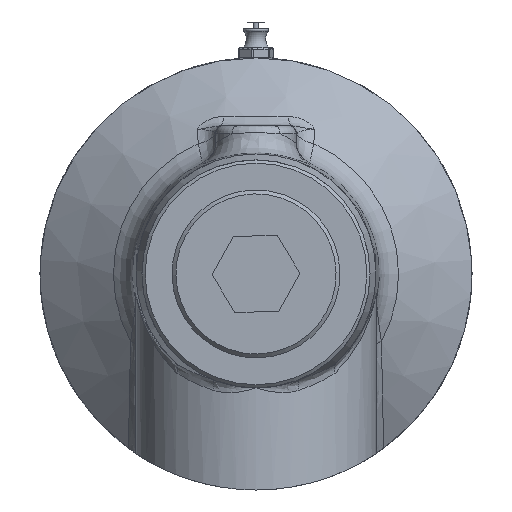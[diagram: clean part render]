
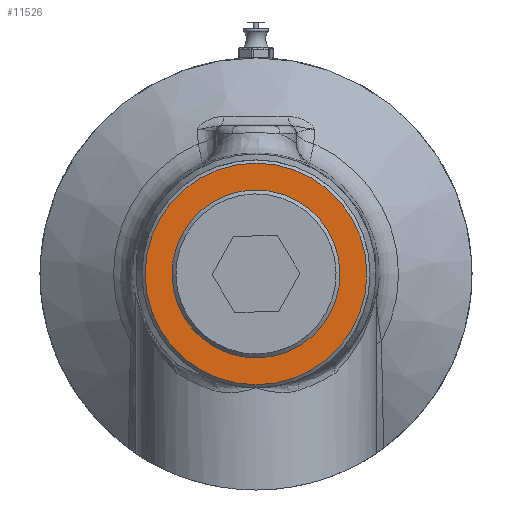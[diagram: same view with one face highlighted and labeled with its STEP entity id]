
A CAD part, left-side view. The second image highlights one B-rep face of the part: STEP entity #11526.
In plain terms, the highlighted planar face has unit normal (-1, 0, 0).
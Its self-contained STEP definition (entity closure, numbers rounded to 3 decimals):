
#562=PLANE('',#12299);
#660=FACE_BOUND('',#1961,.T.);
#1260=FACE_OUTER_BOUND('',#1960,.T.);
#1960=EDGE_LOOP('',(#10438));
#1961=EDGE_LOOP('',(#10439));
#2840=CIRCLE('',#12109,20.763);
#2940=CIRCLE('',#12298,27.7);
#5339=VERTEX_POINT('',#89211);
#5460=VERTEX_POINT('',#90007);
#6927=EDGE_CURVE('',#5339,#5339,#2840,.T.);
#7131=EDGE_CURVE('',#5460,#5460,#2940,.T.);
#10438=ORIENTED_EDGE('',*,*,#7131,.F.);
#10439=ORIENTED_EDGE('',*,*,#6927,.T.);
#11526=ADVANCED_FACE('',(#1260,#660),#562,.F.);
#12109=AXIS2_PLACEMENT_3D('',#89213,#14000,#14001);
#12298=AXIS2_PLACEMENT_3D('',#90009,#14468,#14469);
#12299=AXIS2_PLACEMENT_3D('',#90010,#14470,#14471);
#14000=DIRECTION('center_axis',(1.,0.,0.));
#14001=DIRECTION('ref_axis',(0.,1.,-0.018));
#14468=DIRECTION('center_axis',(1.,0.,0.));
#14469=DIRECTION('ref_axis',(0.,1.,0.));
#14470=DIRECTION('center_axis',(1.,0.,0.));
#14471=DIRECTION('ref_axis',(0.,0.,-1.));
#89211=CARTESIAN_POINT('',(-147.9,-20.759,0.383));
#89213=CARTESIAN_POINT('Origin',(-147.9,0.,0.));
#90007=CARTESIAN_POINT('',(-147.9,-27.7,0.));
#90009=CARTESIAN_POINT('Origin',(-147.9,0.,0.));
#90010=CARTESIAN_POINT('Origin',(-147.9,67.748,0.));
